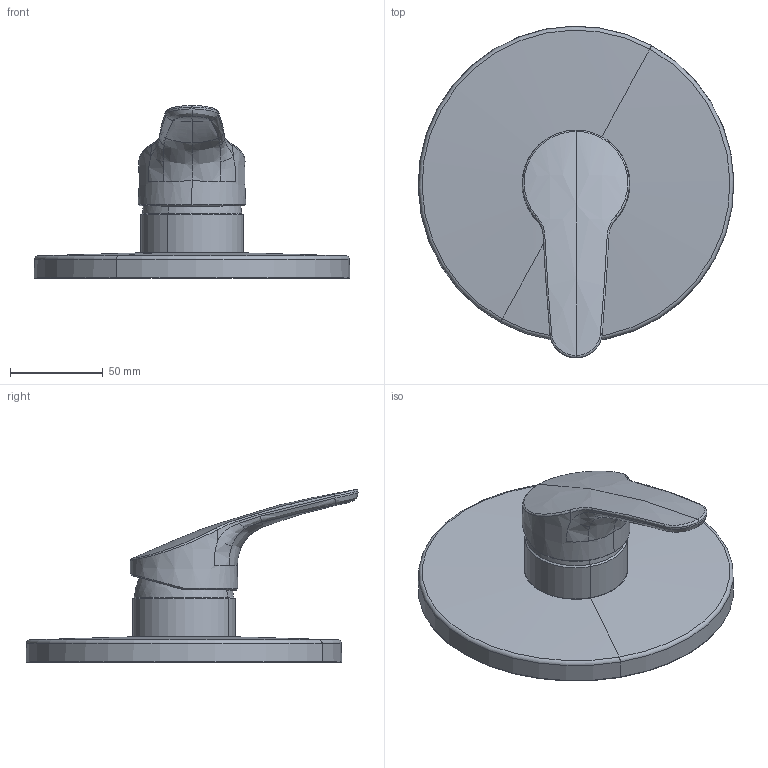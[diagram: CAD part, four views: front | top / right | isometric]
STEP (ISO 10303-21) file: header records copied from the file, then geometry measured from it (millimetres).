
FILE_DESCRIPTION (( 'STEP AP203' ), '1' );
FILE_NAME ('81859083.STEP', '2020-01-22T07:08:14', ( '' ), ( '' ), 'SwSTEP 2.0', 'SolidWorks 2016', '' );
FILE_SCHEMA (( 'CONFIG_CONTROL_DESIGN' ));
Length unit declared in the file: millimetre
Products named in the file (1): 81859083
Bounding box: 169.95 x 178.67 x 93.09 mm (x, y, z)
Volume: 440744.5 mm3; surface area: 65676.3 mm2
Topology: 1 solids, 1 shells, 59 faces, 134 edges, 77 vertices
Faces by surface type: bspline 37, cone 6, sphere 4, cylinder 4, torus 4, plane 4
Entity records: 7266 total; most frequent: CARTESIAN_POINT 6170, ORIENTED_EDGE 264, EDGE_CURVE 132, DIRECTION 122, VERTEX_POINT 77, B_SPLINE_CURVE_WITH_KNOTS 77, EDGE_LOOP 61, FACE_OUTER_BOUND 59
